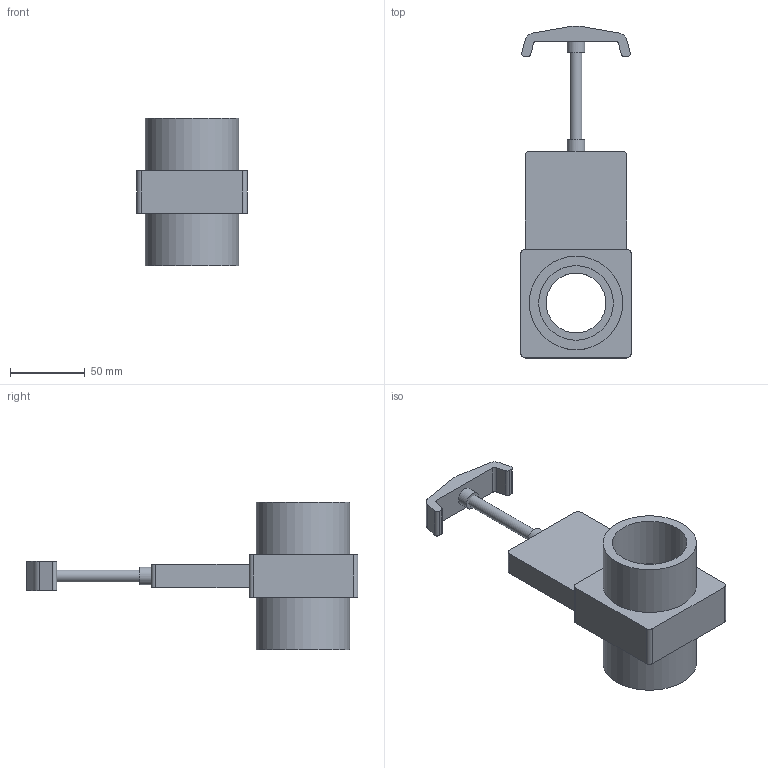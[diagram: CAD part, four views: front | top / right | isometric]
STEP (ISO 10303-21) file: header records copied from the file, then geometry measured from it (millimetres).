
FILE_DESCRIPTION(/* description */ ('PVC-U VALVOLA A GHIGLIOTTINA - inc. metrico'),/* implementation_level */ '2;1');
FILE_NAME(/* name */ '3D_BDRBGD0500 (00).stp',/* time_stamp */ '2019-02-27T14:46:14+01:00',/* author */ ('POLYPIPE'),/* organization */ ('Polypipe Italia s.r.l.'),/* preprocessor_version */ 'ST-DEVELOPER v16.1',/* originating_system */ 'Autodesk Inventor 2016',/* authorisation */ '');
FILE_SCHEMA (('CONFIG_CONTROL_DESIGN'));
Length unit declared in the file: millimetre
Products named in the file (1): 3D_BDRBGD
Bounding box: 74 x 222.47 x 98.8 mm (x, y, z)
Volume: 286771.9 mm3; surface area: 63349.8 mm2
Topology: 3 solids, 3 shells, 54 faces, 122 edges, 80 vertices
Faces by surface type: plane 31, cylinder 23
Full cylindrical faces by diameter (mm): 8 x1, 12 x2, 40 x1, 50 x2, 62.6 x2
Entity records: 1527 total; most frequent: DIRECTION 270, CARTESIAN_POINT 249, ORIENTED_EDGE 228, EDGE_CURVE 114, AXIS2_PLACEMENT_3D 101, VERTEX_POINT 80, EDGE_LOOP 70, LINE 68
